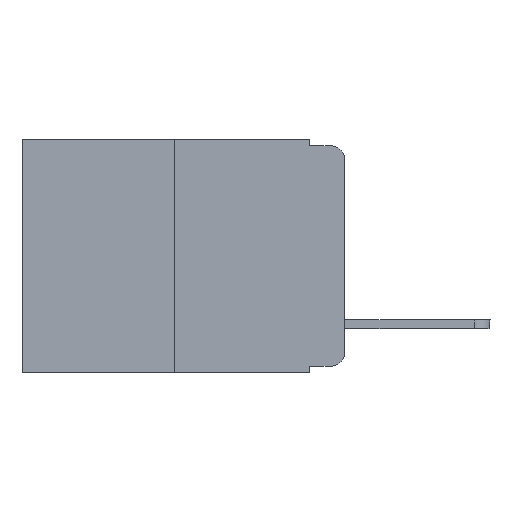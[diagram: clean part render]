
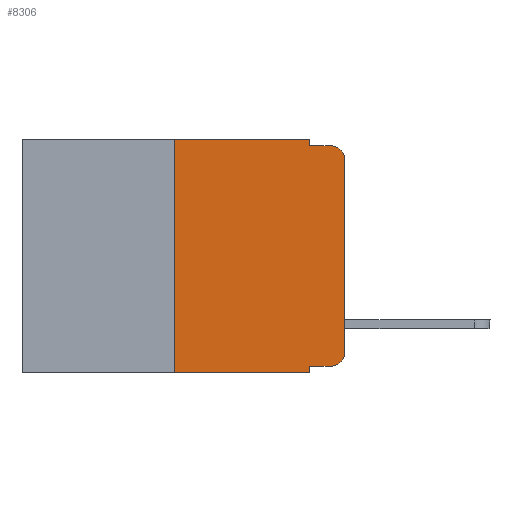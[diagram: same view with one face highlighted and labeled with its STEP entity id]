
A CAD part, left-side view. The second image highlights one B-rep face of the part: STEP entity #8306.
In plain terms, the highlighted planar face has unit normal (-1, 0, 0).
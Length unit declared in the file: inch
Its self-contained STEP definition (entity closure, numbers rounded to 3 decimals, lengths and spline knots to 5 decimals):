
#1053 = VECTOR ( 'NONE', #5895, 39.37008 ) ;
#1433 = ORIENTED_EDGE ( 'NONE', *, *, #13906, .T. ) ;
#1604 = EDGE_CURVE ( 'NONE', #20690, #7233, #16278, .T. ) ;
#1636 = ORIENTED_EDGE ( 'NONE', *, *, #14694, .T. ) ;
#1637 = LINE ( 'NONE', #9729, #6661 ) ;
#1807 = DIRECTION ( 'NONE',  ( 0., 0., -1. ) ) ;
#2471 = CARTESIAN_POINT ( 'NONE',  ( 0., 0.051, -0.343 ) ) ;
#3182 = VERTEX_POINT ( 'NONE', #18374 ) ;
#3671 = LINE ( 'NONE', #17592, #22388 ) ;
#4291 = EDGE_LOOP ( 'NONE', ( #4868, #1433, #25580, #17937, #17604, #4486, #1636, #18310, #23413, #10288 ) ) ;
#4486 = ORIENTED_EDGE ( 'NONE', *, *, #9470, .F. ) ;
#4868 = ORIENTED_EDGE ( 'NONE', *, *, #1604, .T. ) ;
#4874 = AXIS2_PLACEMENT_3D ( 'NONE', #25670, #12772, #24806 ) ;
#5635 = LINE ( 'NONE', #18090, #1053 ) ;
#5880 = CIRCLE ( 'NONE', #13076, 0.02 ) ;
#5895 = DIRECTION ( 'NONE',  ( 0., -1., 0. ) ) ;
#5986 = VECTOR ( 'NONE', #21224, 39.37008 ) ;
#6433 = CARTESIAN_POINT ( 'NONE',  ( 0., 0.25, -0.343 ) ) ;
#6661 = VECTOR ( 'NONE', #7738, 39.37008 ) ;
#7087 = PLANE ( 'NONE',  #24302 ) ;
#7233 = VERTEX_POINT ( 'NONE', #18336 ) ;
#7738 = DIRECTION ( 'NONE',  ( 0., 0., -1. ) ) ;
#7779 = CARTESIAN_POINT ( 'NONE',  ( 0., 0.02, -0.03 ) ) ;
#8306 = ADVANCED_FACE ( 'NONE', ( #21379 ), #7087, .F. ) ;
#8428 = EDGE_CURVE ( 'NONE', #11662, #14207, #5635, .T. ) ;
#8840 = DIRECTION ( 'NONE',  ( 0., 0., -1. ) ) ;
#9074 = LINE ( 'NONE', #17153, #5986 ) ;
#9470 = EDGE_CURVE ( 'NONE', #17196, #18296, #10082, .T. ) ;
#9699 = CARTESIAN_POINT ( 'NONE',  ( 0., 0.02, -0.01 ) ) ;
#9729 = CARTESIAN_POINT ( 'NONE',  ( 0., 0.051, 0. ) ) ;
#10082 = LINE ( 'NONE', #20134, #25180 ) ;
#10184 = CARTESIAN_POINT ( 'NONE',  ( 0., 0., 0. ) ) ;
#10288 = ORIENTED_EDGE ( 'NONE', *, *, #22957, .T. ) ;
#10331 = CIRCLE ( 'NONE', #4874, 0.02 ) ;
#11283 = CARTESIAN_POINT ( 'NONE',  ( 0., 0.051, -0.01 ) ) ;
#11350 = DIRECTION ( 'NONE',  ( 1., 0., 0. ) ) ;
#11662 = VERTEX_POINT ( 'NONE', #11283 ) ;
#12457 = VERTEX_POINT ( 'NONE', #25459 ) ;
#12506 = EDGE_CURVE ( 'NONE', #16289, #15035, #1637, .T. ) ;
#12772 = DIRECTION ( 'NONE',  ( -1., 0., 0. ) ) ;
#13076 = AXIS2_PLACEMENT_3D ( 'NONE', #7779, #15858, #1807 ) ;
#13252 = VECTOR ( 'NONE', #18256, 39.37008 ) ;
#13363 = DIRECTION ( 'NONE',  ( 0., -1., 0. ) ) ;
#13906 = EDGE_CURVE ( 'NONE', #7233, #14207, #5880, .T. ) ;
#13947 = VECTOR ( 'NONE', #22498, 39.37008 ) ;
#14207 = VERTEX_POINT ( 'NONE', #9699 ) ;
#14299 = EDGE_CURVE ( 'NONE', #16289, #12457, #16053, .T. ) ;
#14451 = CARTESIAN_POINT ( 'NONE',  ( 0., 0.051, -0.333 ) ) ;
#14694 = EDGE_CURVE ( 'NONE', #17196, #15035, #3671, .T. ) ;
#15035 = VERTEX_POINT ( 'NONE', #2471 ) ;
#15185 = CARTESIAN_POINT ( 'NONE',  ( 0., 0.473, 0. ) ) ;
#15858 = DIRECTION ( 'NONE',  ( -1., 0., 0. ) ) ;
#16053 = LINE ( 'NONE', #14451, #13947 ) ;
#16116 = VECTOR ( 'NONE', #13363, 39.37008 ) ;
#16278 = LINE ( 'NONE', #10184, #13252 ) ;
#16289 = VERTEX_POINT ( 'NONE', #20061 ) ;
#16811 = CARTESIAN_POINT ( 'NONE',  ( 0., 0.473, 0. ) ) ;
#16892 = EDGE_CURVE ( 'NONE', #18296, #3182, #24994, .T. ) ;
#17153 = CARTESIAN_POINT ( 'NONE',  ( 0., 0.051, 0. ) ) ;
#17196 = VERTEX_POINT ( 'NONE', #6433 ) ;
#17592 = CARTESIAN_POINT ( 'NONE',  ( 0., 0.473, -0.343 ) ) ;
#17604 = ORIENTED_EDGE ( 'NONE', *, *, #16892, .F. ) ;
#17937 = ORIENTED_EDGE ( 'NONE', *, *, #18934, .F. ) ;
#18090 = CARTESIAN_POINT ( 'NONE',  ( 0., 0.051, -0.01 ) ) ;
#18256 = DIRECTION ( 'NONE',  ( 0., 0., 1. ) ) ;
#18296 = VERTEX_POINT ( 'NONE', #24091 ) ;
#18310 = ORIENTED_EDGE ( 'NONE', *, *, #12506, .F. ) ;
#18336 = CARTESIAN_POINT ( 'NONE',  ( 0., 0., -0.03 ) ) ;
#18374 = CARTESIAN_POINT ( 'NONE',  ( 0., 0.051, 0. ) ) ;
#18934 = EDGE_CURVE ( 'NONE', #3182, #11662, #9074, .T. ) ;
#19570 = DIRECTION ( 'NONE',  ( 0., -1., 0. ) ) ;
#20061 = CARTESIAN_POINT ( 'NONE',  ( 0., 0.051, -0.333 ) ) ;
#20134 = CARTESIAN_POINT ( 'NONE',  ( 0., 0.25, 0. ) ) ;
#20690 = VERTEX_POINT ( 'NONE', #21587 ) ;
#20869 = DIRECTION ( 'NONE',  ( 0., 0., 1. ) ) ;
#21224 = DIRECTION ( 'NONE',  ( 0., 0., -1. ) ) ;
#21379 = FACE_OUTER_BOUND ( 'NONE', #4291, .T. ) ;
#21587 = CARTESIAN_POINT ( 'NONE',  ( 0., 0., -0.313 ) ) ;
#22388 = VECTOR ( 'NONE', #19570, 39.37008 ) ;
#22498 = DIRECTION ( 'NONE',  ( 0., -1., 0. ) ) ;
#22957 = EDGE_CURVE ( 'NONE', #12457, #20690, #10331, .T. ) ;
#23413 = ORIENTED_EDGE ( 'NONE', *, *, #14299, .T. ) ;
#24091 = CARTESIAN_POINT ( 'NONE',  ( 0., 0.25, 0. ) ) ;
#24302 = AXIS2_PLACEMENT_3D ( 'NONE', #15185, #11350, #8840 ) ;
#24806 = DIRECTION ( 'NONE',  ( 0., 0., -1. ) ) ;
#24994 = LINE ( 'NONE', #16811, #16116 ) ;
#25180 = VECTOR ( 'NONE', #20869, 39.37008 ) ;
#25459 = CARTESIAN_POINT ( 'NONE',  ( 0., 0.02, -0.333 ) ) ;
#25580 = ORIENTED_EDGE ( 'NONE', *, *, #8428, .F. ) ;
#25670 = CARTESIAN_POINT ( 'NONE',  ( 0., 0.02, -0.313 ) ) ;
